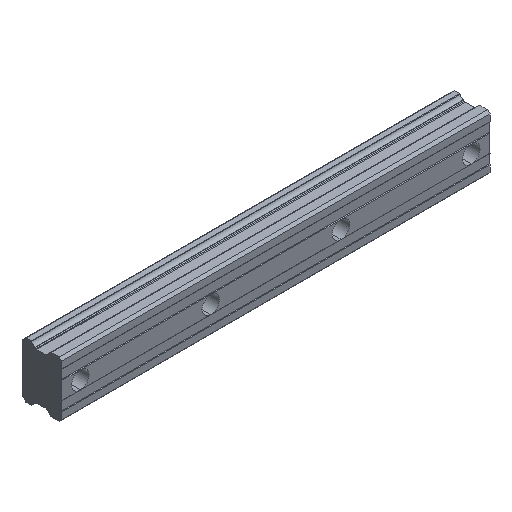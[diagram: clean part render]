
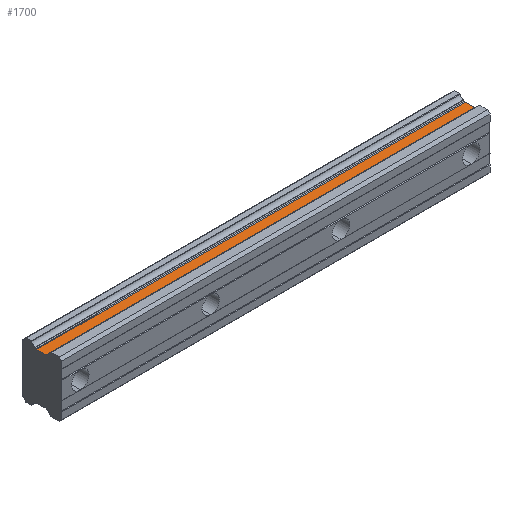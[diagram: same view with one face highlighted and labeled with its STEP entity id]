
A CAD part, isometric view. The second image highlights one B-rep face of the part: STEP entity #1700.
In plain terms, the highlighted planar face has unit normal (0, 0, 1).
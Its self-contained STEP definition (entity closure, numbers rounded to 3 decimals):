
#7 = ORIENTED_EDGE ( 'NONE', *, *, #606, .F. ) ;
#248 = ORIENTED_EDGE ( 'NONE', *, *, #1003, .F. ) ;
#266 = EDGE_LOOP ( 'NONE', ( #7, #2068, #248, #496 ) ) ;
#320 = CARTESIAN_POINT ( 'NONE',  ( 330., 19.939, 18.75 ) ) ;
#335 = VECTOR ( 'NONE', #1298, 1000. ) ;
#347 = VERTEX_POINT ( 'NONE', #2109 ) ;
#385 = CARTESIAN_POINT ( 'NONE',  ( -15., 24.422, 18.75 ) ) ;
#418 = LINE ( 'NONE', #385, #335 ) ;
#462 = PLANE ( 'NONE',  #1778 ) ;
#465 = VERTEX_POINT ( 'NONE', #2153 ) ;
#496 = ORIENTED_EDGE ( 'NONE', *, *, #1012, .T. ) ;
#512 = LINE ( 'NONE', #1897, #1816 ) ;
#606 = EDGE_CURVE ( 'NONE', #465, #1726, #512, .T. ) ;
#696 = VECTOR ( 'NONE', #1121, 1000. ) ;
#1003 = EDGE_CURVE ( 'NONE', #347, #1904, #1574, .T. ) ;
#1010 = DIRECTION ( 'NONE',  ( 0., 1., 0. ) ) ;
#1012 = EDGE_CURVE ( 'NONE', #347, #1726, #418, .T. ) ;
#1044 = EDGE_CURVE ( 'NONE', #1904, #465, #1102, .T. ) ;
#1045 = CARTESIAN_POINT ( 'NONE',  ( -15., 12.664, 18.75 ) ) ;
#1102 = LINE ( 'NONE', #1252, #696 ) ;
#1121 = DIRECTION ( 'NONE',  ( 0., -1., 0. ) ) ;
#1238 = VECTOR ( 'NONE', #2085, 1000. ) ;
#1252 = CARTESIAN_POINT ( 'NONE',  ( 330., 24.422, 18.75 ) ) ;
#1298 = DIRECTION ( 'NONE',  ( 0., -1., 0. ) ) ;
#1402 = CARTESIAN_POINT ( 'NONE',  ( 330., 19.939, 18.75 ) ) ;
#1498 = FACE_OUTER_BOUND ( 'NONE', #266, .T. ) ;
#1549 = DIRECTION ( 'NONE',  ( 0., 0., -1. ) ) ;
#1574 = LINE ( 'NONE', #1402, #1238 ) ;
#1640 = CARTESIAN_POINT ( 'NONE',  ( 330., 19.939, 18.75 ) ) ;
#1700 = ADVANCED_FACE ( 'NONE', ( #1498 ), #462, .F. ) ;
#1726 = VERTEX_POINT ( 'NONE', #1045 ) ;
#1778 = AXIS2_PLACEMENT_3D ( 'NONE', #320, #1549, #1010 ) ;
#1816 = VECTOR ( 'NONE', #2211, 1000. ) ;
#1897 = CARTESIAN_POINT ( 'NONE',  ( 330., 12.664, 18.75 ) ) ;
#1904 = VERTEX_POINT ( 'NONE', #1640 ) ;
#2068 = ORIENTED_EDGE ( 'NONE', *, *, #1044, .F. ) ;
#2085 = DIRECTION ( 'NONE',  ( 1., 0., 0. ) ) ;
#2109 = CARTESIAN_POINT ( 'NONE',  ( -15., 19.939, 18.75 ) ) ;
#2153 = CARTESIAN_POINT ( 'NONE',  ( 330., 12.664, 18.75 ) ) ;
#2211 = DIRECTION ( 'NONE',  ( -1., 0., 0. ) ) ;
